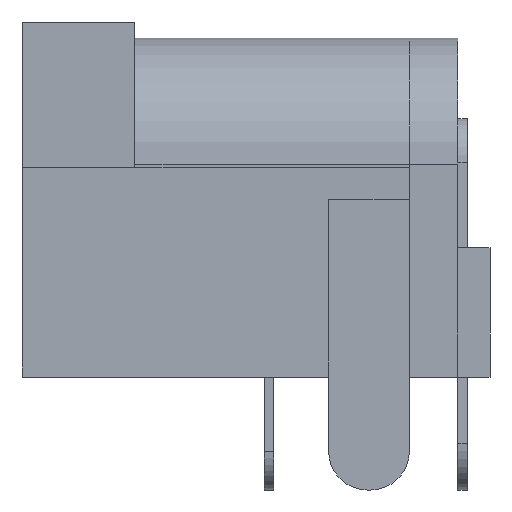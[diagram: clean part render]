
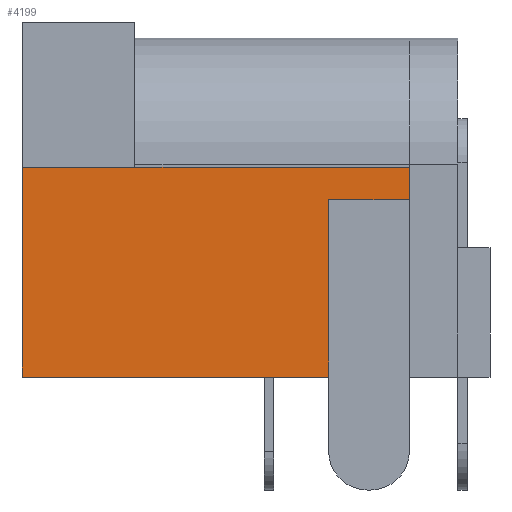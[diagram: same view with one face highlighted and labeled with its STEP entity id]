
A CAD part, front view. The second image highlights one B-rep face of the part: STEP entity #4199.
In plain terms, the highlighted planar face has unit normal (0, -1, 0).
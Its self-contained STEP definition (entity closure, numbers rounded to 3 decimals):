
#2695 = PLANE('',#2696);
#2696 = AXIS2_PLACEMENT_3D('',#2697,#2698,#2699);
#2697 = CARTESIAN_POINT('',(12.,4.5,0.));
#2698 = DIRECTION('',(1.,0.,0.));
#2699 = DIRECTION('',(0.,-1.,0.));
#2949 = PLANE('',#2950);
#2950 = AXIS2_PLACEMENT_3D('',#2951,#2952,#2953);
#2951 = CARTESIAN_POINT('',(6.,0.,0.));
#2952 = DIRECTION('',(-0.,-0.,-1.));
#2953 = DIRECTION('',(-1.,0.,0.));
#3445 = VERTEX_POINT('',#3446);
#3446 = CARTESIAN_POINT('',(3.5,-4.5,6.5));
#3460 = PLANE('',#3461);
#3461 = AXIS2_PLACEMENT_3D('',#3462,#3463,#3464);
#3462 = CARTESIAN_POINT('',(3.5,-4.5,6.5));
#3463 = DIRECTION('',(0.,-1.,0.));
#3464 = DIRECTION('',(-1.,0.,0.));
#3488 = PLANE('',#3489);
#3489 = AXIS2_PLACEMENT_3D('',#3490,#3491,#3492);
#3490 = CARTESIAN_POINT('',(6.,0.,6.5));
#3491 = DIRECTION('',(-0.,-0.,-1.));
#3492 = DIRECTION('',(-1.,0.,0.));
#3602 = VERTEX_POINT('',#3603);
#3603 = CARTESIAN_POINT('',(12.,-4.5,0.));
#3626 = VERTEX_POINT('',#3627);
#3627 = CARTESIAN_POINT('',(12.,-4.5,6.5));
#3648 = EDGE_CURVE('',#3602,#3626,#3649,.T.);
#3649 = SURFACE_CURVE('',#3650,(#3654,#3661),.PCURVE_S1.);
#3650 = LINE('',#3651,#3652);
#3651 = CARTESIAN_POINT('',(12.,-4.5,0.));
#3652 = VECTOR('',#3653,1.);
#3653 = DIRECTION('',(0.,0.,1.));
#3654 = PCURVE('',#2695,#3655);
#3655 = DEFINITIONAL_REPRESENTATION('',(#3656),#3660);
#3656 = LINE('',#3657,#3658);
#3657 = CARTESIAN_POINT('',(9.,0.));
#3658 = VECTOR('',#3659,1.);
#3659 = DIRECTION('',(0.,-1.));
#3660 = ( GEOMETRIC_REPRESENTATION_CONTEXT(2) 
PARAMETRIC_REPRESENTATION_CONTEXT() REPRESENTATION_CONTEXT('2D SPACE',''
  ) );
#3661 = PCURVE('',#3662,#3667);
#3662 = PLANE('',#3663);
#3663 = AXIS2_PLACEMENT_3D('',#3664,#3665,#3666);
#3664 = CARTESIAN_POINT('',(12.,-4.5,0.));
#3665 = DIRECTION('',(0.,-1.,0.));
#3666 = DIRECTION('',(-1.,0.,0.));
#3667 = DEFINITIONAL_REPRESENTATION('',(#3668),#3672);
#3668 = LINE('',#3669,#3670);
#3669 = CARTESIAN_POINT('',(0.,-0.));
#3670 = VECTOR('',#3671,1.);
#3671 = DIRECTION('',(0.,-1.));
#3672 = ( GEOMETRIC_REPRESENTATION_CONTEXT(2) 
PARAMETRIC_REPRESENTATION_CONTEXT() REPRESENTATION_CONTEXT('2D SPACE',''
  ) );
#3764 = EDGE_CURVE('',#3602,#3765,#3767,.T.);
#3765 = VERTEX_POINT('',#3766);
#3766 = CARTESIAN_POINT('',(0.,-4.5,0.));
#3767 = SURFACE_CURVE('',#3768,(#3772,#3779),.PCURVE_S1.);
#3768 = LINE('',#3769,#3770);
#3769 = CARTESIAN_POINT('',(12.,-4.5,0.));
#3770 = VECTOR('',#3771,1.);
#3771 = DIRECTION('',(-1.,0.,0.));
#3772 = PCURVE('',#2949,#3773);
#3773 = DEFINITIONAL_REPRESENTATION('',(#3774),#3778);
#3774 = LINE('',#3775,#3776);
#3775 = CARTESIAN_POINT('',(-6.,-4.5));
#3776 = VECTOR('',#3777,1.);
#3777 = DIRECTION('',(1.,0.));
#3778 = ( GEOMETRIC_REPRESENTATION_CONTEXT(2) 
PARAMETRIC_REPRESENTATION_CONTEXT() REPRESENTATION_CONTEXT('2D SPACE',''
  ) );
#3779 = PCURVE('',#3662,#3780);
#3780 = DEFINITIONAL_REPRESENTATION('',(#3781),#3785);
#3781 = LINE('',#3782,#3783);
#3782 = CARTESIAN_POINT('',(0.,-0.));
#3783 = VECTOR('',#3784,1.);
#3784 = DIRECTION('',(1.,0.));
#3785 = ( GEOMETRIC_REPRESENTATION_CONTEXT(2) 
PARAMETRIC_REPRESENTATION_CONTEXT() REPRESENTATION_CONTEXT('2D SPACE',''
  ) );
#3801 = PLANE('',#3802);
#3802 = AXIS2_PLACEMENT_3D('',#3803,#3804,#3805);
#3803 = CARTESIAN_POINT('',(0.,-4.5,0.));
#3804 = DIRECTION('',(-1.,0.,0.));
#3805 = DIRECTION('',(0.,1.,0.));
#4005 = EDGE_CURVE('',#3626,#3445,#4006,.T.);
#4006 = SURFACE_CURVE('',#4007,(#4011,#4018),.PCURVE_S1.);
#4007 = LINE('',#4008,#4009);
#4008 = CARTESIAN_POINT('',(12.,-4.5,6.5));
#4009 = VECTOR('',#4010,1.);
#4010 = DIRECTION('',(-1.,0.,0.));
#4011 = PCURVE('',#3488,#4012);
#4012 = DEFINITIONAL_REPRESENTATION('',(#4013),#4017);
#4013 = LINE('',#4014,#4015);
#4014 = CARTESIAN_POINT('',(-6.,-4.5));
#4015 = VECTOR('',#4016,1.);
#4016 = DIRECTION('',(1.,0.));
#4017 = ( GEOMETRIC_REPRESENTATION_CONTEXT(2) 
PARAMETRIC_REPRESENTATION_CONTEXT() REPRESENTATION_CONTEXT('2D SPACE',''
  ) );
#4018 = PCURVE('',#3662,#4019);
#4019 = DEFINITIONAL_REPRESENTATION('',(#4020),#4024);
#4020 = LINE('',#4021,#4022);
#4021 = CARTESIAN_POINT('',(0.,-6.5));
#4022 = VECTOR('',#4023,1.);
#4023 = DIRECTION('',(1.,0.));
#4024 = ( GEOMETRIC_REPRESENTATION_CONTEXT(2) 
PARAMETRIC_REPRESENTATION_CONTEXT() REPRESENTATION_CONTEXT('2D SPACE',''
  ) );
#4130 = VERTEX_POINT('',#4131);
#4131 = CARTESIAN_POINT('',(0.,-4.5,6.5));
#4152 = EDGE_CURVE('',#3445,#4130,#4153,.T.);
#4153 = SURFACE_CURVE('',#4154,(#4158,#4165),.PCURVE_S1.);
#4154 = LINE('',#4155,#4156);
#4155 = CARTESIAN_POINT('',(12.,-4.5,6.5));
#4156 = VECTOR('',#4157,1.);
#4157 = DIRECTION('',(-1.,0.,0.));
#4158 = PCURVE('',#3460,#4159);
#4159 = DEFINITIONAL_REPRESENTATION('',(#4160),#4164);
#4160 = LINE('',#4161,#4162);
#4161 = CARTESIAN_POINT('',(-8.5,-0.));
#4162 = VECTOR('',#4163,1.);
#4163 = DIRECTION('',(1.,0.));
#4164 = ( GEOMETRIC_REPRESENTATION_CONTEXT(2) 
PARAMETRIC_REPRESENTATION_CONTEXT() REPRESENTATION_CONTEXT('2D SPACE',''
  ) );
#4165 = PCURVE('',#3662,#4166);
#4166 = DEFINITIONAL_REPRESENTATION('',(#4167),#4171);
#4167 = LINE('',#4168,#4169);
#4168 = CARTESIAN_POINT('',(0.,-6.5));
#4169 = VECTOR('',#4170,1.);
#4170 = DIRECTION('',(1.,0.));
#4171 = ( GEOMETRIC_REPRESENTATION_CONTEXT(2) 
PARAMETRIC_REPRESENTATION_CONTEXT() REPRESENTATION_CONTEXT('2D SPACE',''
  ) );
#4199 = ADVANCED_FACE('',(#4200),#3662,.T.);
#4200 = FACE_BOUND('',#4201,.T.);
#4201 = EDGE_LOOP('',(#4202,#4203,#4204,#4205,#4226));
#4202 = ORIENTED_EDGE('',*,*,#3648,.T.);
#4203 = ORIENTED_EDGE('',*,*,#4005,.T.);
#4204 = ORIENTED_EDGE('',*,*,#4152,.T.);
#4205 = ORIENTED_EDGE('',*,*,#4206,.F.);
#4206 = EDGE_CURVE('',#3765,#4130,#4207,.T.);
#4207 = SURFACE_CURVE('',#4208,(#4212,#4219),.PCURVE_S1.);
#4208 = LINE('',#4209,#4210);
#4209 = CARTESIAN_POINT('',(0.,-4.5,0.));
#4210 = VECTOR('',#4211,1.);
#4211 = DIRECTION('',(0.,0.,1.));
#4212 = PCURVE('',#3662,#4213);
#4213 = DEFINITIONAL_REPRESENTATION('',(#4214),#4218);
#4214 = LINE('',#4215,#4216);
#4215 = CARTESIAN_POINT('',(12.,0.));
#4216 = VECTOR('',#4217,1.);
#4217 = DIRECTION('',(0.,-1.));
#4218 = ( GEOMETRIC_REPRESENTATION_CONTEXT(2) 
PARAMETRIC_REPRESENTATION_CONTEXT() REPRESENTATION_CONTEXT('2D SPACE',''
  ) );
#4219 = PCURVE('',#3801,#4220);
#4220 = DEFINITIONAL_REPRESENTATION('',(#4221),#4225);
#4221 = LINE('',#4222,#4223);
#4222 = CARTESIAN_POINT('',(0.,0.));
#4223 = VECTOR('',#4224,1.);
#4224 = DIRECTION('',(0.,-1.));
#4225 = ( GEOMETRIC_REPRESENTATION_CONTEXT(2) 
PARAMETRIC_REPRESENTATION_CONTEXT() REPRESENTATION_CONTEXT('2D SPACE',''
  ) );
#4226 = ORIENTED_EDGE('',*,*,#3764,.F.);
